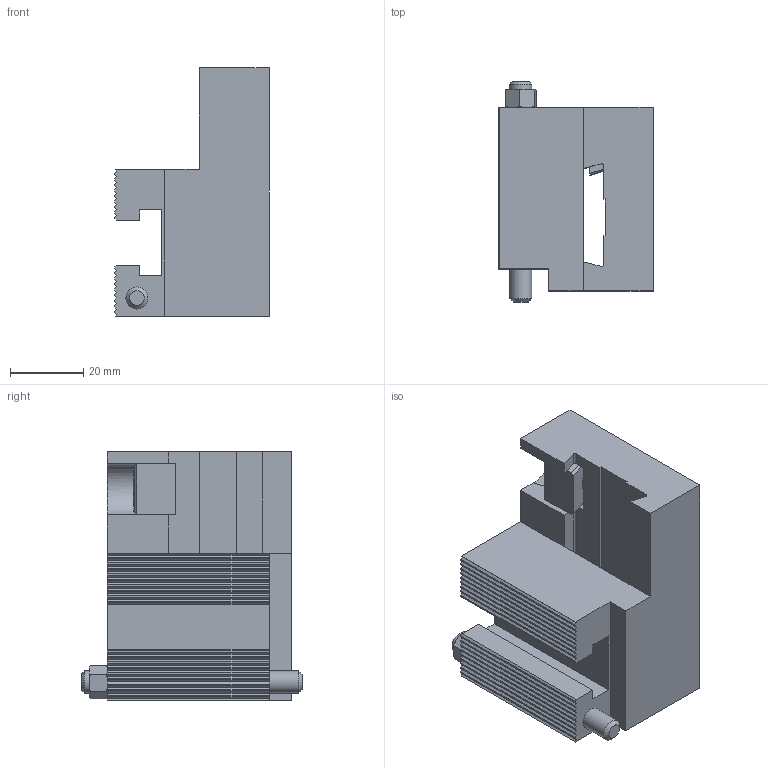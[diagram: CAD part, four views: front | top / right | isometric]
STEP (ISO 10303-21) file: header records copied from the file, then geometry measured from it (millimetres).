
FILE_DESCRIPTION(/* description */ (''),/* implementation_level */ '2;1');
FILE_NAME(/* name */ 'W9990069A.stp',/* time_stamp */ '2009-05-08T14:17:13+02:00',/* author */ (''),/* organization */ (''),/* preprocessor_version */ 'ST-DEVELOPER v11',/* originating_system */ 'UGS - NX 5.0',/* authorisation */ '');
FILE_SCHEMA (('AUTOMOTIVE_DESIGN { 1 0 10303 214 0 1 1 1 }'));
Length unit declared in the file: millimetre
Products named in the file (1): krueCDFEb7vf
Bounding box: 42 x 60 x 67.7 mm (x, y, z)
Volume: 85425.2 mm3; surface area: 22849.4 mm2
Topology: 1 solids, 1 shells, 224 faces, 622 edges, 409 vertices
Faces by surface type: plane 171, cone 28, cylinder 23, bspline 2
Full cylindrical faces by diameter (mm): 3 x1, 4.1 x2, 6 x2, 6.2 x2, 8 x4, 8.3 x4
Entity records: 6970 total; most frequent: CARTESIAN_POINT 1428, ORIENTED_EDGE 1148, DIRECTION 1080, EDGE_CURVE 574, LINE 450, VECTOR 450, VERTEX_POINT 391, AXIS2_PLACEMENT_3D 315
